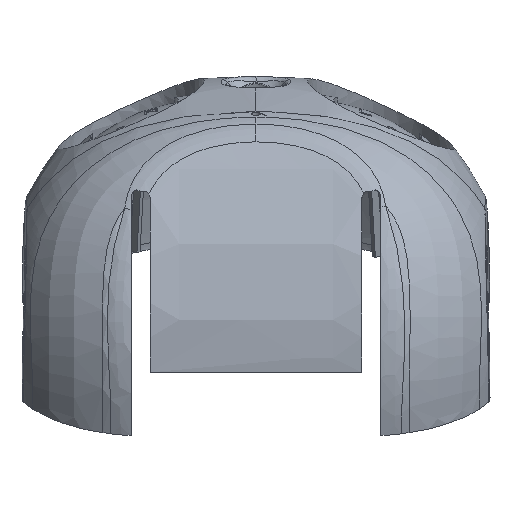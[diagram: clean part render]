
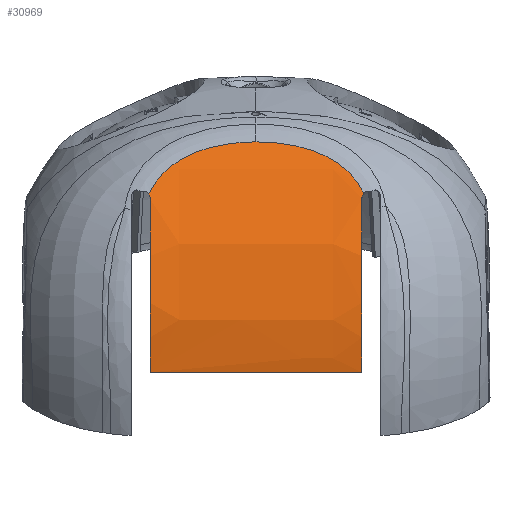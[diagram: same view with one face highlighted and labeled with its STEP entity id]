
A CAD part, front view. The second image highlights one B-rep face of the part: STEP entity #30969.
In plain terms, the highlighted face is a extrusion surface.
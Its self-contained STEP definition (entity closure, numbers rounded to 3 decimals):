
#10835=CARTESIAN_POINT('',(-19.5,-33.513,27.868));
#10836=CARTESIAN_POINT('',(-19.5,-33.712,27.404));
#10837=CARTESIAN_POINT('',(-19.5,-34.865,24.649));
#10838=CARTESIAN_POINT('',(-19.5,-36.629,19.58));
#10839=CARTESIAN_POINT('',(-19.5,-38.18,12.623));
#10840=CARTESIAN_POINT('',(-19.5,-38.807,5.608));
#10841=CARTESIAN_POINT('',(-19.5,-38.505,0.033));
#10842=CARTESIAN_POINT('',(-19.5,-37.989,-3.204));
#10843=CARTESIAN_POINT('',(-19.5,-37.827,-4.067));
#10848=CARTESIAN_POINT('',(-19.508,-32.901,
29.253));
#10849=CARTESIAN_POINT('',(-19.537,-32.927,
29.197));
#10850=CARTESIAN_POINT('',(-19.601,-32.963,
29.115));
#10851=CARTESIAN_POINT('',(-19.676,-33.039,
28.947));
#10852=CARTESIAN_POINT('',(-19.728,-33.086,
28.843));
#10853=CARTESIAN_POINT('',(-19.753,-33.11,
28.789));
#10858=CARTESIAN_POINT('',(-19.508,-32.901,
29.253));
#10859=CARTESIAN_POINT('',(-19.402,-32.808,
29.458));
#10860=CARTESIAN_POINT('',(-19.184,-32.609,
29.892));
#10861=CARTESIAN_POINT('',(-18.803,-32.328,
30.491));
#10862=CARTESIAN_POINT('',(-18.393,-32.044,
31.083));
#10863=CARTESIAN_POINT('',(-17.945,-31.763,
31.659));
#10864=CARTESIAN_POINT('',(-17.459,-31.484,
32.22));
#10865=CARTESIAN_POINT('',(-16.933,-31.207,
32.766));
#10866=CARTESIAN_POINT('',(-16.365,-30.934,
33.296));
#10867=CARTESIAN_POINT('',(-15.755,-30.665,
33.809));
#10868=CARTESIAN_POINT('',(-15.098,-30.401,
34.305));
#10869=CARTESIAN_POINT('',(-14.395,-30.143,
34.782));
#10870=CARTESIAN_POINT('',(-13.643,-29.894,
35.238));
#10871=CARTESIAN_POINT('',(-12.839,-29.652,
35.674));
#10872=CARTESIAN_POINT('',(-11.984,-29.421,
36.085));
#10873=CARTESIAN_POINT('',(-11.075,-29.202,
36.471));
#10874=CARTESIAN_POINT('',(-10.109,-28.996,
36.829));
#10875=CARTESIAN_POINT('',(-9.083,-28.806,
37.158));
#10876=CARTESIAN_POINT('',(-7.995,-28.632,
37.456));
#10877=CARTESIAN_POINT('',(-6.841,-28.477,
37.719));
#10878=CARTESIAN_POINT('',(-5.618,-28.344,
37.944));
#10879=CARTESIAN_POINT('',(-4.323,-28.235,
38.127));
#10880=CARTESIAN_POINT('',(-2.957,-28.153,
38.265));
#10881=CARTESIAN_POINT('',(-1.511,-28.1,
38.352));
#10882=CARTESIAN_POINT('',(-0.511,-28.088,
38.372));
#10883=CARTESIAN_POINT('',(0.,-28.088,
38.373));
#10888=CARTESIAN_POINT('',(19.5,-33.513,27.868));
#10889=CARTESIAN_POINT('',(19.5,-33.712,27.404));
#10890=CARTESIAN_POINT('',(19.5,-34.865,24.649));
#10891=CARTESIAN_POINT('',(19.5,-36.629,19.58));
#10892=CARTESIAN_POINT('',(19.5,-38.18,12.623));
#10893=CARTESIAN_POINT('',(19.5,-38.807,5.608));
#10894=CARTESIAN_POINT('',(19.5,-38.505,0.033));
#10895=CARTESIAN_POINT('',(19.5,-37.989,-3.204));
#10896=CARTESIAN_POINT('',(19.5,-37.827,-4.067));
#10901=DIRECTION('',(1.,0.,0.));
#10902=VECTOR('',#10901,39.);
#10903=CARTESIAN_POINT('',(-19.5,-37.827,-4.067));
#10904=LINE('',#10903,#10902);
#10931=CARTESIAN_POINT('',(-19.753,-33.11,
28.789));
#10932=CARTESIAN_POINT('',(-19.701,-33.146,
28.708));
#10933=CARTESIAN_POINT('',(-19.611,-33.225,
28.529));
#10934=CARTESIAN_POINT('',(-19.523,-33.361,
28.219));
#10935=CARTESIAN_POINT('',(-19.5,-33.461,27.988));
#10936=CARTESIAN_POINT('',(-19.5,-33.513,27.868));
#11015=CARTESIAN_POINT('',(19.854,-33.048,
28.926));
#11016=CARTESIAN_POINT('',(19.471,-32.694,
29.718));
#11017=CARTESIAN_POINT('',(18.561,-31.992,
31.213));
#11018=CARTESIAN_POINT('',(16.842,-31.034,
33.117));
#11019=CARTESIAN_POINT('',(14.683,-30.143,
34.794));
#11020=CARTESIAN_POINT('',(12.011,-29.342,
36.231));
#11021=CARTESIAN_POINT('',(8.706,-28.671,
37.393));
#11022=CARTESIAN_POINT('',(4.741,-28.208,
38.174));
#11023=CARTESIAN_POINT('',(1.642,-28.087,
38.373));
#11024=CARTESIAN_POINT('',(0.,-28.088,
38.373));
#11046=CARTESIAN_POINT('',(19.5,-33.513,27.868));
#11047=CARTESIAN_POINT('',(19.5,-33.466,27.978));
#11048=CARTESIAN_POINT('',(19.519,-33.374,
28.189));
#11049=CARTESIAN_POINT('',(19.593,-33.249,
28.474));
#11050=CARTESIAN_POINT('',(19.704,-33.139,
28.724));
#11051=CARTESIAN_POINT('',(19.801,-33.076,
28.864));
#11052=CARTESIAN_POINT('',(19.854,-33.048,
28.926));
#11450=CARTESIAN_POINT('',(-19.753,-33.11,
28.789));
#16022=CARTESIAN_POINT('',(0.,-28.088,
38.373));
#16023=VERTEX_POINT('',#16022);
#16031=CARTESIAN_POINT('',(-19.5,-37.827,-4.067));
#16032=CARTESIAN_POINT('',(19.5,-37.827,-4.067));
#16033=VERTEX_POINT('',#16031);
#16034=VERTEX_POINT('',#16032);
#17227=VERTEX_POINT('',#11046);
#17228=VERTEX_POINT('',#11052);
#17230=VERTEX_POINT('',#11450);
#17245=VERTEX_POINT('',#10835);
#17246=VERTEX_POINT('',#10858);
#30940=CARTESIAN_POINT('',(-40.,-27.858,38.754));
#30941=CARTESIAN_POINT('',(-40.,-28.951,36.952));
#30942=CARTESIAN_POINT('',(-40.,-31.253,32.873));
#30943=CARTESIAN_POINT('',(-40.,-34.226,26.485));
#30944=CARTESIAN_POINT('',(-40.,-36.629,19.58));
#30945=CARTESIAN_POINT('',(-40.,-38.18,12.623));
#30946=CARTESIAN_POINT('',(-40.,-38.807,5.608));
#30947=CARTESIAN_POINT('',(-40.,-38.498,-0.1));
#30948=CARTESIAN_POINT('',(-40.,-37.946,-3.472));
#30949=CARTESIAN_POINT('',(-40.,-37.749,-4.47));
#30951=DIRECTION('',(1.,0.,0.));
#30952=VECTOR('',#30951,1.);
#30953=SURFACE_OF_LINEAR_EXTRUSION('',#30950,#30952);
#30954=ORIENTED_EDGE('',*,*,#30885,.F.);
#30956=ORIENTED_EDGE('',*,*,#30955,.F.);
#30958=ORIENTED_EDGE('',*,*,#30957,.F.);
#30960=ORIENTED_EDGE('',*,*,#30959,.T.);
#30962=ORIENTED_EDGE('',*,*,#30961,.F.);
#30964=ORIENTED_EDGE('',*,*,#30963,.F.);
#30965=ORIENTED_EDGE('',*,*,#29904,.T.);
#30966=ORIENTED_EDGE('',*,*,#30929,.F.);
#30967=EDGE_LOOP('',(#30954,#30956,#30958,#30960,#30962,#30964,#30965,#30966));
#30968=FACE_OUTER_BOUND('',#30967,.F.);
#30969=ADVANCED_FACE('',(#30968),#30953,.T.);
#10844=B_SPLINE_CURVE_WITH_KNOTS('',3,(#10835,#10836,#10837,#10838,#10839,
#10840,#10841,#10842,#10843),.UNSPECIFIED.,.F.,.F.,(4,1,1,1,1,1,4),(0.,
0.044,0.263,0.482,0.701,
0.921,1.),.UNSPECIFIED.);
#10854=B_SPLINE_CURVE_WITH_KNOTS('',3,(#10848,#10849,#10850,#10851,#10852,
#10853),.UNSPECIFIED.,.F.,.F.,(4,1,1,4),(0.,0.333,
0.667,1.),.UNSPECIFIED.);
#10884=B_SPLINE_CURVE_WITH_KNOTS('',3,(#10858,#10859,#10860,#10861,#10862,
#10863,#10864,#10865,#10866,#10867,#10868,#10869,#10870,#10871,#10872,#10873,
#10874,#10875,#10876,#10877,#10878,#10879,#10880,#10881,#10882,#10883),
.UNSPECIFIED.,.F.,.F.,(4,1,1,1,1,1,1,1,1,1,1,1,1,1,1,1,1,1,1,1,1,1,1,4),(0.,
0.043,0.087,0.13,0.174,
0.217,0.261,0.304,0.348,
0.391,0.435,0.478,0.522,
0.565,0.609,0.652,0.696,
0.739,0.783,0.826,0.87,
0.913,0.957,1.),.UNSPECIFIED.);
#10897=B_SPLINE_CURVE_WITH_KNOTS('',3,(#10888,#10889,#10890,#10891,#10892,
#10893,#10894,#10895,#10896),.UNSPECIFIED.,.F.,.F.,(4,1,1,1,1,1,4),(0.,
0.044,0.263,0.482,0.701,
0.921,1.),.UNSPECIFIED.);
#10937=B_SPLINE_CURVE_WITH_KNOTS('',3,(#10931,#10932,#10933,#10934,#10935,
#10936),.UNSPECIFIED.,.F.,.F.,(4,1,1,4),(0.,0.333,
0.667,1.),.UNSPECIFIED.);
#11025=B_SPLINE_CURVE_WITH_KNOTS('',3,(#11015,#11016,#11017,#11018,#11019,
#11020,#11021,#11022,#11023,#11024),.UNSPECIFIED.,.F.,.F.,(4,1,1,1,1,1,1,4),(
0.,0.143,0.286,0.429,0.571,
0.714,0.857,1.),.UNSPECIFIED.);
#11053=B_SPLINE_CURVE_WITH_KNOTS('',3,(#11046,#11047,#11048,#11049,#11050,
#11051,#11052),.UNSPECIFIED.,.F.,.F.,(4,1,1,1,4),(0.,0.25,0.5,0.75,
1.),.UNSPECIFIED.);
#29904=EDGE_CURVE('',#17227,#16034,#10897,.T.);
#30885=EDGE_CURVE('',#17245,#16033,#10844,.T.);
#30929=EDGE_CURVE('',#16033,#16034,#10904,.T.);
#30950=B_SPLINE_CURVE_WITH_KNOTS('',3,(#30940,#30941,#30942,#30943,#30944,
#30945,#30946,#30947,#30948,#30949),.UNSPECIFIED.,.F.,.F.,(4,1,1,1,1,1,1,4),(
0.,0.128,0.289,0.45,0.611,
0.772,0.933,1.),.UNSPECIFIED.);
#30955=EDGE_CURVE('',#17230,#17245,#10937,.T.);
#30957=EDGE_CURVE('',#17246,#17230,#10854,.T.);
#30959=EDGE_CURVE('',#17246,#16023,#10884,.T.);
#30961=EDGE_CURVE('',#17228,#16023,#11025,.T.);
#30963=EDGE_CURVE('',#17227,#17228,#11053,.T.);
